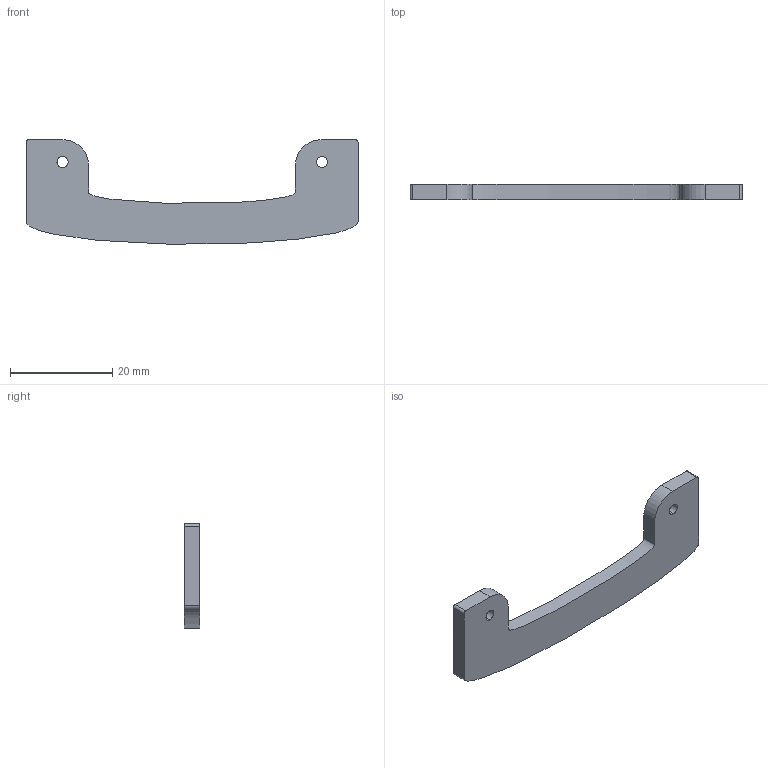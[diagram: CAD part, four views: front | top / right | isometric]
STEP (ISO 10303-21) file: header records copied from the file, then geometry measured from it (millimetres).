
FILE_DESCRIPTION (( 'STEP AP214' ), '1' );
FILE_NAME ('chariot-led-shroud.STEP', '2016-05-23T20:43:05', ( '' ), ( '' ), 'SwSTEP 2.0', 'SolidWorks 2016', '' );
FILE_SCHEMA (( 'AUTOMOTIVE_DESIGN' ));
Length unit declared in the file: millimetre
Products named in the file (1): chariot-led-shroud
Bounding box: 65 x 3 x 20.46 mm (x, y, z)
Volume: 2293.3 mm3; surface area: 2111.1 mm2
Topology: 1 solids, 1 shells, 18 faces, 48 edges, 32 vertices
Faces by surface type: cylinder 8, plane 8, bspline 2
Entity records: 616 total; most frequent: CARTESIAN_POINT 125, ORIENTED_EDGE 96, DIRECTION 94, EDGE_CURVE 48, AXIS2_PLACEMENT_3D 33, VERTEX_POINT 32, LINE 28, VECTOR 28
